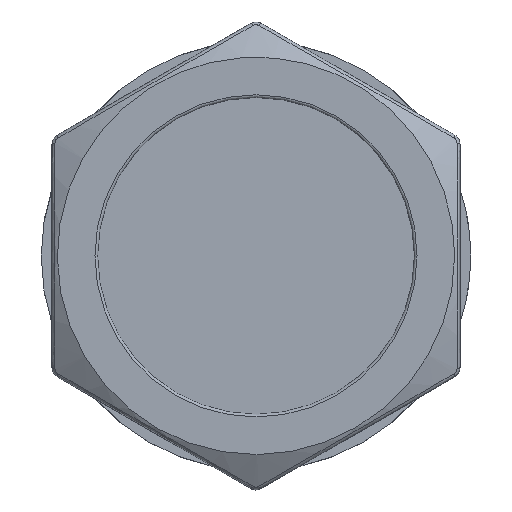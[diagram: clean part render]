
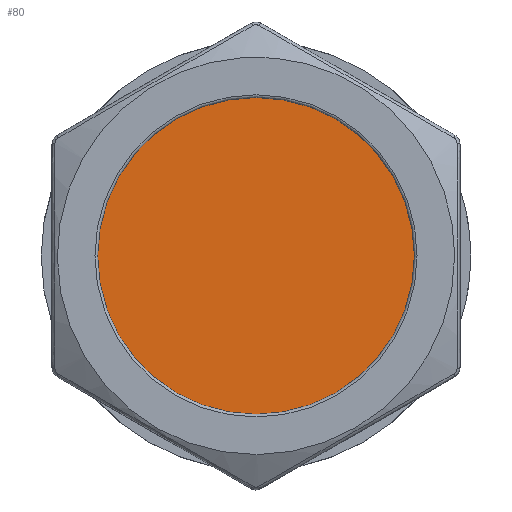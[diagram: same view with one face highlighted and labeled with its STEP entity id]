
A CAD part, top view. The second image highlights one B-rep face of the part: STEP entity #80.
In plain terms, the highlighted planar face has unit normal (0, 0, 1).
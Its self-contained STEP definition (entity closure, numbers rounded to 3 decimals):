
#80 = ADVANCED_FACE( '', ( #199 ), #200, .T. );
#199 = FACE_OUTER_BOUND( '', #456, .T. );
#200 = PLANE( '', #457 );
#456 = EDGE_LOOP( '', ( #1680 ) );
#457 = AXIS2_PLACEMENT_3D( '', #1681, #1682, #1683 );
#1680 = ORIENTED_EDGE( '', *, *, #2006, .T. );
#1681 = CARTESIAN_POINT( '', ( 0., 0., 19.5 ) );
#1682 = DIRECTION( '', ( 0., 0., 1. ) );
#1683 = DIRECTION( '', ( 1., 0., 0. ) );
#2006 = EDGE_CURVE( '', #2155, #2155, #2156, .T. );
#2155 = VERTEX_POINT( '', #2426 );
#2156 = CIRCLE( '', #2427, 14.75 );
#2426 = CARTESIAN_POINT( '', ( 14.75, 0., 19.5 ) );
#2427 = AXIS2_PLACEMENT_3D( '', #3321, #3322, #3323 );
#3321 = CARTESIAN_POINT( '', ( 0., 0., 19.5 ) );
#3322 = DIRECTION( '', ( 0., 0., 1. ) );
#3323 = DIRECTION( '', ( 1., 0., 0. ) );
